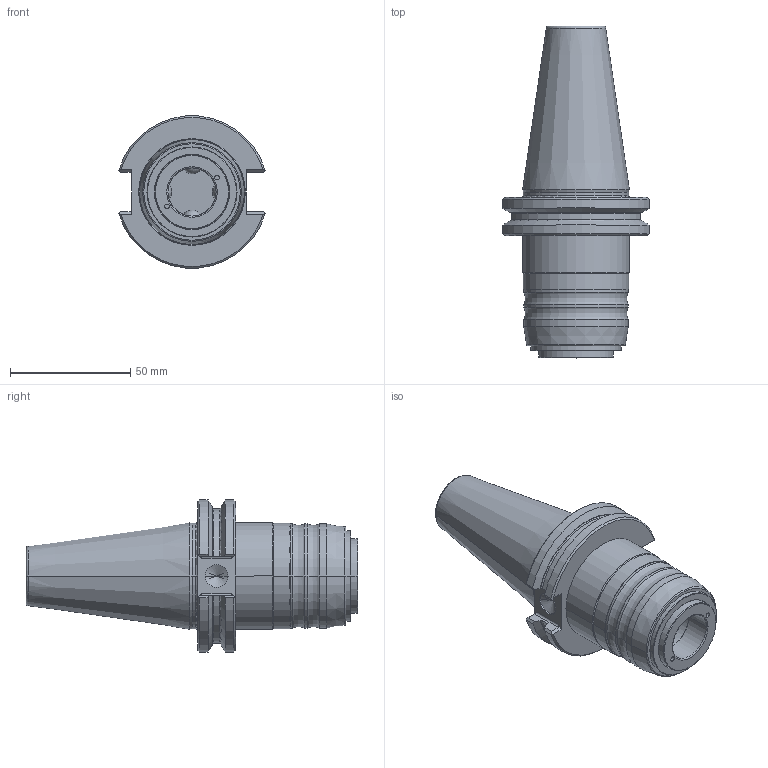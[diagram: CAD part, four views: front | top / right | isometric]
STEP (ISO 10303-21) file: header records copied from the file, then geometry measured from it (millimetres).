
FILE_DESCRIPTION((''),'2;1');
FILE_NAME('23400-40CAT','2021-06-15T15:25:03',('046'),(''),'CREO PARAMETRIC BY PTC INC, 2019352','CREO PARAMETRIC BY PTC INC, 2019352','');
FILE_SCHEMA(('CONFIG_CONTROL_DESIGN'));
Length unit declared in the file: millimetre
Products named in the file (1): 23400-40CAT
Bounding box: 60.86 x 138.25 x 63.32 mm (x, y, z)
Volume: 166843.3 mm3; surface area: 29565.9 mm2
Topology: 1 solids, 1 shells, 168 faces, 413 edges, 254 vertices
Faces by surface type: cylinder 58, cone 46, plane 38, torus 22, sphere 4
Entity records: 5876 total; most frequent: CARTESIAN_POINT 1946, ORIENTED_EDGE 818, DIRECTION 813, EDGE_CURVE 409, AXIS2_PLACEMENT_3D 326, VERTEX_POINT 254, EDGE_LOOP 179, FACE_OUTER_BOUND 168
